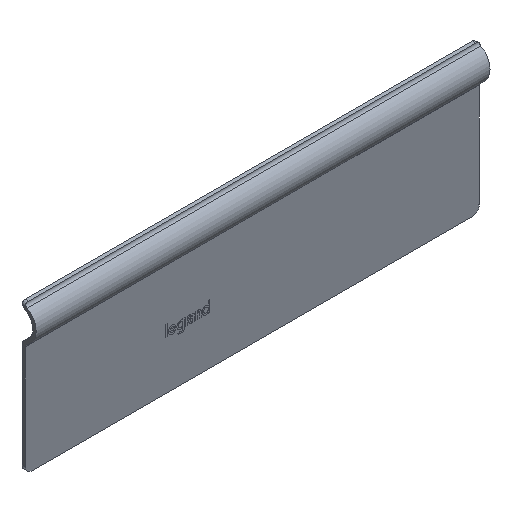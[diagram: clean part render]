
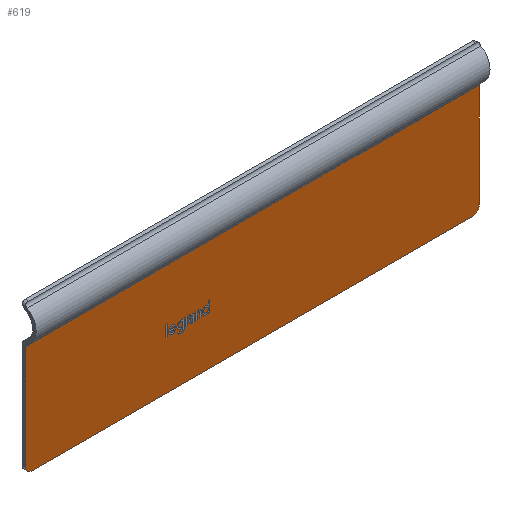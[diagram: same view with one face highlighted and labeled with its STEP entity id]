
A CAD part, isometric view. The second image highlights one B-rep face of the part: STEP entity #619.
In plain terms, the highlighted planar face has unit normal (0, -1, 0).
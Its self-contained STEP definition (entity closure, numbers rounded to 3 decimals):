
#58=CIRCLE('',#684,3.);
#59=CIRCLE('',#687,3.);
#101=FACE_OUTER_BOUND('',#128,.T.);
#128=EDGE_LOOP('',(#578,#579,#580,#581,#582,#583));
#175=LINE('',#1083,#237);
#182=LINE('',#1156,#244);
#188=LINE('',#1181,#250);
#190=LINE('',#1187,#252);
#237=VECTOR('',#811,1.);
#244=VECTOR('',#822,1.);
#250=VECTOR('',#854,1.);
#252=VECTOR('',#864,1.);
#326=VERTEX_POINT('',#1080);
#327=VERTEX_POINT('',#1082);
#332=VERTEX_POINT('',#1153);
#333=VERTEX_POINT('',#1155);
#338=VERTEX_POINT('',#1176);
#339=VERTEX_POINT('',#1180);
#415=EDGE_CURVE('',#327,#326,#175,.T.);
#424=EDGE_CURVE('',#332,#333,#182,.T.);
#435=EDGE_CURVE('',#327,#338,#58,.T.);
#437=EDGE_CURVE('',#338,#339,#188,.T.);
#439=EDGE_CURVE('',#332,#339,#59,.T.);
#440=EDGE_CURVE('',#326,#333,#190,.T.);
#578=ORIENTED_EDGE('',*,*,#440,.T.);
#579=ORIENTED_EDGE('',*,*,#424,.F.);
#580=ORIENTED_EDGE('',*,*,#439,.T.);
#581=ORIENTED_EDGE('',*,*,#437,.F.);
#582=ORIENTED_EDGE('',*,*,#435,.F.);
#583=ORIENTED_EDGE('',*,*,#415,.T.);
#596=PLANE('',#690);
#619=ADVANCED_FACE('',(#101),#596,.T.);
#684=AXIS2_PLACEMENT_3D('',#1177,#849,#850);
#687=AXIS2_PLACEMENT_3D('',#1184,#858,#859);
#690=AXIS2_PLACEMENT_3D('',#1188,#865,#866);
#811=DIRECTION('',(0.,0.,1.));
#822=DIRECTION('',(0.,0.,1.));
#849=DIRECTION('center_axis',(0.,1.,0.));
#850=DIRECTION('ref_axis',(0.,0.,-1.));
#854=DIRECTION('',(-1.,0.,0.));
#858=DIRECTION('center_axis',(0.,-1.,0.));
#859=DIRECTION('ref_axis',(0.,0.,-1.));
#864=DIRECTION('',(-1.,0.,0.));
#865=DIRECTION('center_axis',(0.,-1.,0.));
#866=DIRECTION('ref_axis',(1.,0.,0.));
#1080=CARTESIAN_POINT('',(0.,37.424,19.146));
#1082=CARTESIAN_POINT('',(0.,37.424,-26.626));
#1083=CARTESIAN_POINT('',(0.,37.424,-5.24));
#1153=CARTESIAN_POINT('',(-200.,37.424,-26.626));
#1155=CARTESIAN_POINT('',(-200.,37.424,19.146));
#1156=CARTESIAN_POINT('',(-200.,37.424,-5.24));
#1176=CARTESIAN_POINT('',(-3.,37.424,-29.626));
#1177=CARTESIAN_POINT('Origin',(-3.,37.424,-26.626));
#1180=CARTESIAN_POINT('',(-197.,37.424,-29.626));
#1181=CARTESIAN_POINT('',(-150.,37.424,-29.626));
#1184=CARTESIAN_POINT('Origin',(-197.,37.424,-26.626));
#1187=CARTESIAN_POINT('',(-150.,37.424,19.146));
#1188=CARTESIAN_POINT('Origin',(-90.814,37.424,-6.445));
